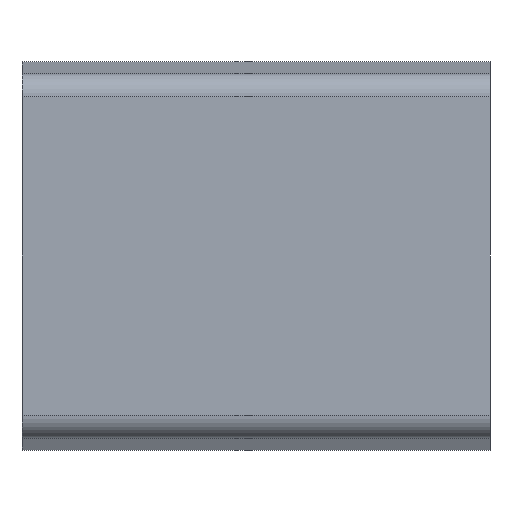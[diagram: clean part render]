
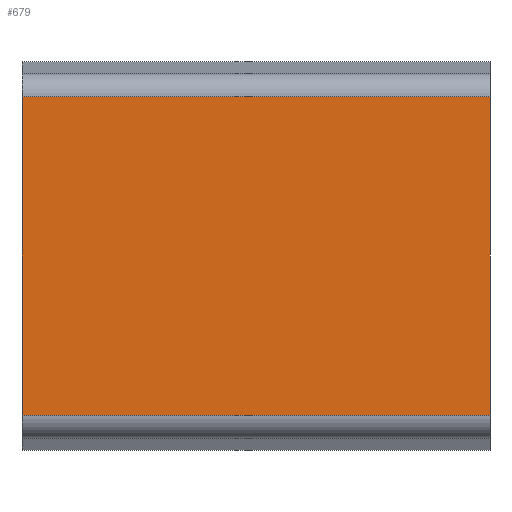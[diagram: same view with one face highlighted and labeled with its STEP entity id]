
A CAD part, front view. The second image highlights one B-rep face of the part: STEP entity #679.
In plain terms, the highlighted planar face has unit normal (0, -1, 0).
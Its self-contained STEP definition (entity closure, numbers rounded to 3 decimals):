
#621=CARTESIAN_POINT('',(100.0,-76.2,-34.027));
#622=VERTEX_POINT('',#621);
#630=CARTESIAN_POINT('',(0.0,-76.2,-34.027));
#631=VERTEX_POINT('',#630);
#632=CARTESIAN_POINT('',(0.0,-76.2,-34.027));
#633=DIRECTION('',(1.0,0.0,0.0));
#634=VECTOR('',#633,100.0);
#635=LINE('',#632,#634);
#636=EDGE_CURVE('',#631,#622,#635,.T.);
#649=CARTESIAN_POINT('',(0.0,-76.2,-34.027));
#650=DIRECTION('',(0.0,-1.0,0.0));
#651=DIRECTION('',(0.0,0.0,-1.0));
#652=AXIS2_PLACEMENT_3D('',#649,#650,#651);
#653=PLANE('',#652);
#654=CARTESIAN_POINT('',(100.0,-76.2,34.027));
#655=VERTEX_POINT('',#654);
#656=CARTESIAN_POINT('',(100.0,-76.2,-34.027));
#657=DIRECTION('',(0.0,0.0,1.0));
#658=VECTOR('',#657,68.053);
#659=LINE('',#656,#658);
#660=EDGE_CURVE('',#622,#655,#659,.T.);
#661=ORIENTED_EDGE('',*,*,#660,.T.);
#662=CARTESIAN_POINT('',(0.0,-76.2,34.027));
#663=VERTEX_POINT('',#662);
#664=CARTESIAN_POINT('',(0.0,-76.2,34.027));
#665=DIRECTION('',(1.0,0.0,0.0));
#666=VECTOR('',#665,100.0);
#667=LINE('',#664,#666);
#668=EDGE_CURVE('',#663,#655,#667,.T.);
#669=ORIENTED_EDGE('',*,*,#668,.F.);
#670=CARTESIAN_POINT('',(0.0,-76.2,34.027));
#671=DIRECTION('',(0.0,0.0,-1.0));
#672=VECTOR('',#671,68.053);
#673=LINE('',#670,#672);
#674=EDGE_CURVE('',#663,#631,#673,.T.);
#675=ORIENTED_EDGE('',*,*,#674,.T.);
#676=ORIENTED_EDGE('',*,*,#636,.T.);
#677=EDGE_LOOP('',(#661,#669,#675,#676));
#678=FACE_OUTER_BOUND('',#677,.T.);
#679=ADVANCED_FACE('',(#678),#653,.T.);
